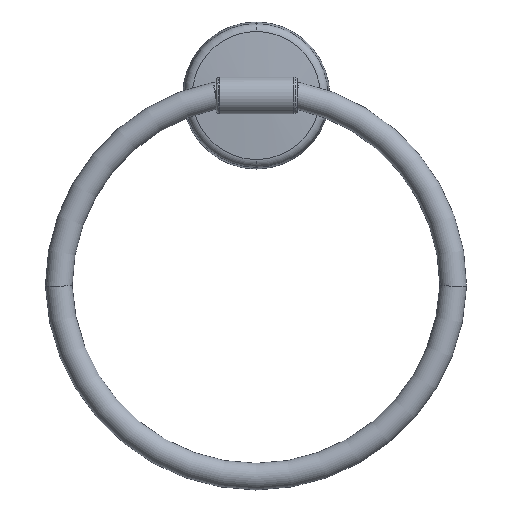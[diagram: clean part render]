
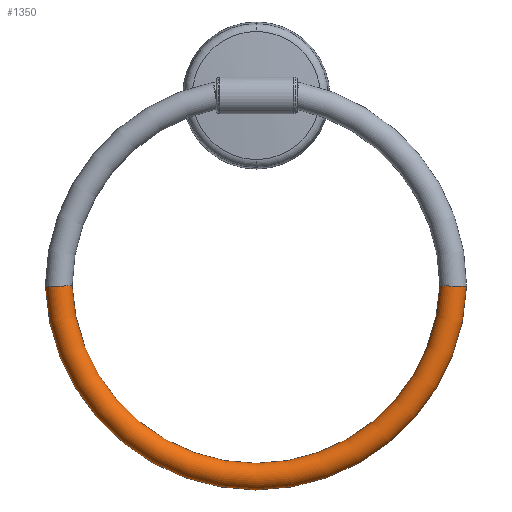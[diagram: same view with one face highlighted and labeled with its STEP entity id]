
A CAD part, front view. The second image highlights one B-rep face of the part: STEP entity #1350.
In plain terms, the highlighted toroidal (fillet/blend) face has major radius 88.603 mm and minor radius 6.001 mm.
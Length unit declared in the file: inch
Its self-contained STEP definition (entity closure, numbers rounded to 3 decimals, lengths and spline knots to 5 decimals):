
#476=CARTESIAN_POINT('',(3.02472,-1.84283,-3.22286));
#477=DIRECTION('',(0.,-1.,0.));
#478=DIRECTION('',(-0.999,0.,-0.036));
#479=AXIS2_PLACEMENT_3D('',#476,#477,#478);
#481=CARTESIAN_POINT('',(6.51094,-1.84283,-3.34304));
#482=DIRECTION('',(0.034,0.,0.999));
#483=DIRECTION('',(0.,-1.,0.));
#484=AXIS2_PLACEMENT_3D('',#481,#482,#483);
#486=CARTESIAN_POINT('',(3.02472,-1.84283,-3.22286));
#487=DIRECTION('',(0.,1.,0.));
#488=DIRECTION('',(0.999,0.,-0.034));
#489=AXIS2_PLACEMENT_3D('',#486,#487,#488);
#491=CARTESIAN_POINT('',(-0.4615,-2.07908,-3.34304));
#492=CARTESIAN_POINT('',(-0.44086,-2.07908,
-3.34273));
#493=CARTESIAN_POINT('',(-0.3996,-2.07365,
-3.34212));
#494=CARTESIAN_POINT('',(-0.34193,-2.04974,
-3.34126));
#495=CARTESIAN_POINT('',(-0.29247,-2.01176,
-3.34052));
#496=CARTESIAN_POINT('',(-0.2545,-1.96226,
-3.33995));
#497=CARTESIAN_POINT('',(-0.23065,-1.90464,
-3.33959));
#498=CARTESIAN_POINT('',(-0.22523,-1.86343,
-3.33951));
#499=CARTESIAN_POINT('',(-0.22523,-1.84283,-3.33951));
#546=CARTESIAN_POINT('',(6.51094,-2.07908,-3.34304));
#547=CARTESIAN_POINT('',(6.49031,-2.07908,-3.34271));
#548=CARTESIAN_POINT('',(6.44905,-2.07365,-3.34204));
#549=CARTESIAN_POINT('',(6.39139,-2.04974,-3.34111));
#550=CARTESIAN_POINT('',(6.34192,-2.01176,-3.34031));
#551=CARTESIAN_POINT('',(6.30395,-1.96226,-3.3397));
#552=CARTESIAN_POINT('',(6.2801,-1.90464,-3.33931));
#553=CARTESIAN_POINT('',(6.27468,-1.86343,-3.33923));
#554=CARTESIAN_POINT('',(6.27468,-1.84283,-3.33923));
#644=CARTESIAN_POINT('',(-0.4615,-1.84283,-3.34304));
#645=DIRECTION('',(0.034,0.,-0.999));
#646=DIRECTION('',(0.,-1.,0.));
#647=AXIS2_PLACEMENT_3D('',#644,#645,#646);
#802=CARTESIAN_POINT('',(6.27468,-1.84283,-3.33923));
#803=VERTEX_POINT('',#802);
#805=CARTESIAN_POINT('',(6.51094,-2.07908,-3.34304));
#806=VERTEX_POINT('',#805);
#807=CARTESIAN_POINT('',(6.74705,-1.84283,-3.35118));
#808=VERTEX_POINT('',#807);
#809=CARTESIAN_POINT('',(-0.69761,-1.84283,-3.35118));
#810=VERTEX_POINT('',#809);
#811=CARTESIAN_POINT('',(-0.22523,-1.84283,-3.33951));
#812=VERTEX_POINT('',#811);
#814=CARTESIAN_POINT('',(-0.4615,-2.07908,-3.34304));
#815=VERTEX_POINT('',#814);
#1332=CARTESIAN_POINT('',(3.02472,-1.84283,-3.22286));
#1333=DIRECTION('',(0.,-1.,0.));
#1334=DIRECTION('',(0.,0.,-1.));
#1335=AXIS2_PLACEMENT_3D('',#1332,#1333,#1334);
#1336=TOROIDAL_SURFACE('',#1335,3.48829,0.23625);
#1338=ORIENTED_EDGE('',*,*,#1337,.T.);
#1340=ORIENTED_EDGE('',*,*,#1339,.F.);
#1342=ORIENTED_EDGE('',*,*,#1341,.T.);
#1344=ORIENTED_EDGE('',*,*,#1343,.T.);
#1346=ORIENTED_EDGE('',*,*,#1345,.F.);
#1347=ORIENTED_EDGE('',*,*,#1314,.T.);
#1348=EDGE_LOOP('',(#1338,#1340,#1342,#1344,#1346,#1347));
#1349=FACE_OUTER_BOUND('',#1348,.F.);
#1350=ADVANCED_FACE('',(#1349),#1336,.T.);
#480=CIRCLE('',#479,3.25204);
#485=CIRCLE('',#484,0.23625);
#490=CIRCLE('',#489,3.72454);
#500=B_SPLINE_CURVE_WITH_KNOTS('',3,(#491,#492,#493,#494,#495,#496,#497,#498,
#499),.UNSPECIFIED.,.F.,.F.,(4,1,1,1,1,1,4),(0.,0.16667,
0.33333,0.5,0.66667,0.83333,1.),
.UNSPECIFIED.);
#555=B_SPLINE_CURVE_WITH_KNOTS('',3,(#546,#547,#548,#549,#550,#551,#552,#553,
#554),.UNSPECIFIED.,.F.,.F.,(4,1,1,1,1,1,4),(0.,0.16667,
0.33333,0.5,0.66667,0.83333,1.),
.UNSPECIFIED.);
#648=CIRCLE('',#647,0.23625);
#1314=EDGE_CURVE('',#815,#812,#500,.T.);
#1337=EDGE_CURVE('',#812,#803,#480,.T.);
#1339=EDGE_CURVE('',#806,#803,#555,.T.);
#1341=EDGE_CURVE('',#806,#808,#485,.T.);
#1343=EDGE_CURVE('',#808,#810,#490,.T.);
#1345=EDGE_CURVE('',#815,#810,#648,.T.);
